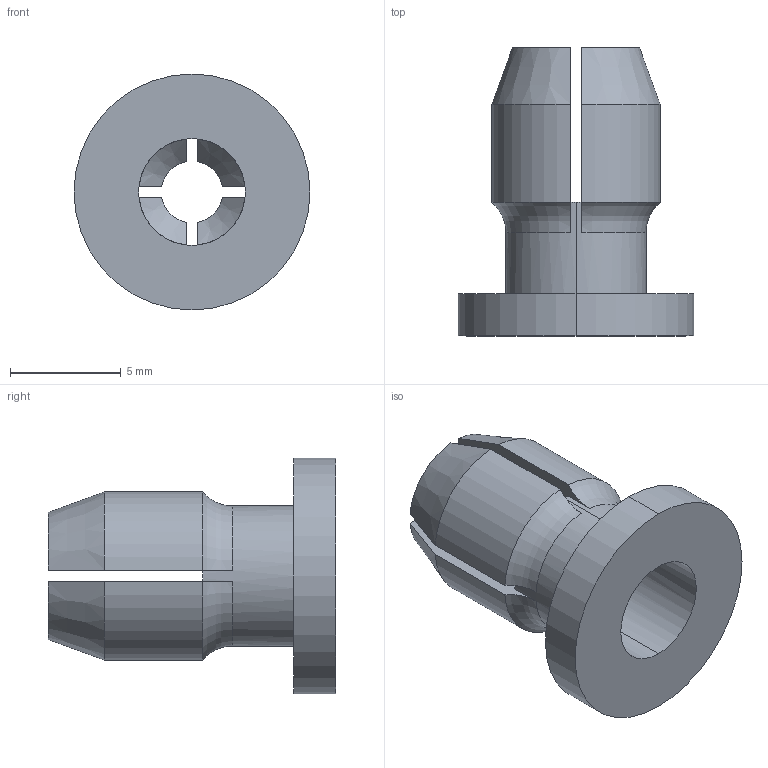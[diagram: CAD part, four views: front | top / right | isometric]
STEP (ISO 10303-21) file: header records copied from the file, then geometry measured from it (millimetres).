
FILE_DESCRIPTION (( 'STEP AP214' ), '1' );
FILE_NAME ('ps2bot.STEP', '2020-10-19T22:07:20', ( '' ), ( '' ), 'SwSTEP 2.0', 'SolidWorks 2014', '' );
FILE_SCHEMA (( 'AUTOMOTIVE_DESIGN' ));
Length unit declared in the file: inch
Products named in the file (1): ps2bot
Bounding box: 10.67 x 13.02 x 10.67 mm (x, y, z)
Volume: 367.4 mm3; surface area: 710.4 mm2
Topology: 1 solids, 1 shells, 44 faces, 126 edges, 84 vertices
Faces by surface type: plane 18, cylinder 14, cone 8, torus 4
Entity records: 1582 total; most frequent: CARTESIAN_POINT 383, ORIENTED_EDGE 252, DIRECTION 240, EDGE_CURVE 126, AXIS2_PLACEMENT_3D 93, VERTEX_POINT 84, VECTOR 54, LINE 54
